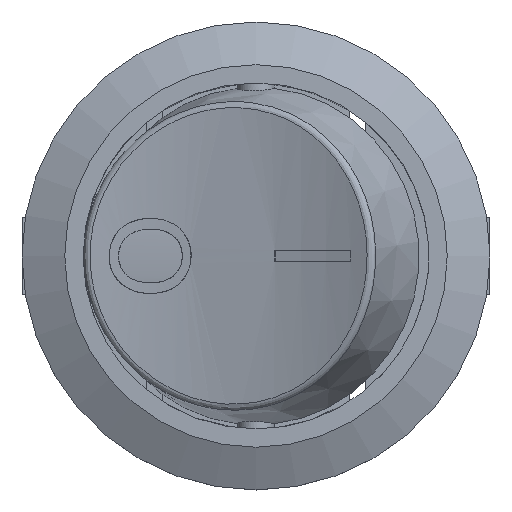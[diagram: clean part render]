
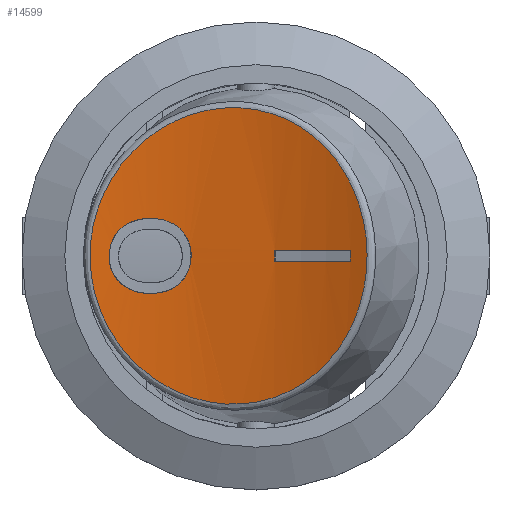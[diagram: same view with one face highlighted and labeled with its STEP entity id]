
A CAD part, top view. The second image highlights one B-rep face of the part: STEP entity #14599.
In plain terms, the highlighted cylindrical face has radius 27.625 mm (diameter 55.25 mm), a partial arc.
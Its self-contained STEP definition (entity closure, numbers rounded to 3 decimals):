
#937=B_SPLINE_CURVE_WITH_KNOTS('',3,(#34683,#34684,#34685,#34686,#34687,
#34688,#34689,#34690,#34691,#34692,#34693,#34694,#34695,#34696,#34697,#34698,
#34699),.UNSPECIFIED.,.T.,.F.,(1,1,1,1,1,1,1,1,1,1,1,1,1,1,1,1,1,1,1,1,
1),(-0.003,-0.002,-0.001,0.,
0.001,0.002,0.003,0.004,
0.005,0.005,0.006,0.007,
0.008,0.009,0.009,0.011,
0.012,0.012,0.013,0.014,
0.015),.UNSPECIFIED.);
#938=B_SPLINE_CURVE_WITH_KNOTS('',3,(#34701,#34702,#34703,#34704,#34705,
#34706,#34707,#34708,#34709,#34710,#34711,#34712,#34713,#34714,#34715,#34716,
#34717,#34718,#34719),.UNSPECIFIED.,.T.,.F.,(1,1,1,1,1,1,1,1,1,1,1,1,1,
1,1,1,1,1,1,1,1,1,1),(-0.008,-0.006,-0.003,
0.,0.003,0.006,0.008,
0.011,0.014,0.017,0.02,
0.023,0.025,0.028,0.031,
0.034,0.037,0.04,0.042,
0.045,0.048,0.051,0.054),
 .UNSPECIFIED.);
#1332=CIRCLE('',#15770,27.625);
#1333=CIRCLE('',#15771,27.625);
#1438=CYLINDRICAL_SURFACE('',#15769,27.625);
#5631=ORIENTED_EDGE('',*,*,#7798,.F.);
#5632=ORIENTED_EDGE('',*,*,#7799,.F.);
#5633=ORIENTED_EDGE('',*,*,#7800,.F.);
#5634=ORIENTED_EDGE('',*,*,#7801,.F.);
#5635=ORIENTED_EDGE('',*,*,#7802,.F.);
#5636=ORIENTED_EDGE('',*,*,#7803,.T.);
#7798=EDGE_CURVE('',#9235,#9236,#1332,.T.);
#7799=EDGE_CURVE('',#9237,#9235,#10331,.T.);
#7800=EDGE_CURVE('',#9238,#9237,#1333,.F.);
#7801=EDGE_CURVE('',#9236,#9238,#10332,.F.);
#7802=EDGE_CURVE('',#9239,#9239,#937,.F.);
#7803=EDGE_CURVE('',#9240,#9240,#938,.T.);
#9235=VERTEX_POINT('',#34676);
#9236=VERTEX_POINT('',#34677);
#9237=VERTEX_POINT('',#34679);
#9238=VERTEX_POINT('',#34681);
#9239=VERTEX_POINT('',#34700);
#9240=VERTEX_POINT('',#34720);
#10331=LINE('',#34678,#11426);
#10332=LINE('',#34682,#11427);
#11426=VECTOR('',#18713,1000.);
#11427=VECTOR('',#18716,1000.);
#12379=EDGE_LOOP('',(#5631,#5632,#5633,#5634));
#12380=EDGE_LOOP('',(#5635));
#12381=EDGE_LOOP('',(#5636));
#13341=FACE_BOUND('',#12379,.T.);
#13342=FACE_BOUND('',#12380,.T.);
#13343=FACE_BOUND('',#12381,.T.);
#14599=ADVANCED_FACE('',(#13341,#13342,#13343),#1438,.F.);
#15769=AXIS2_PLACEMENT_3D('',#34674,#18709,#18710);
#15770=AXIS2_PLACEMENT_3D('',#34675,#18711,#18712);
#15771=AXIS2_PLACEMENT_3D('',#34680,#18714,#18715);
#18709=DIRECTION('',(0.,1.,0.));
#18710=DIRECTION('',(0.,0.,1.));
#18711=DIRECTION('',(0.,1.,0.));
#18712=DIRECTION('',(0.,0.,1.));
#18713=DIRECTION('',(0.,1.,0.));
#18714=DIRECTION('',(0.,1.,0.));
#18715=DIRECTION('',(0.,0.,1.));
#18716=DIRECTION('',(0.,1.,0.));
#34674=CARTESIAN_POINT('',(0.,-8.3,31.925));
#34675=CARTESIAN_POINT('',(0.,0.264,31.925));
#34676=CARTESIAN_POINT('',(6.135,0.264,4.99));
#34677=CARTESIAN_POINT('',(2.135,0.264,4.383));
#34678=CARTESIAN_POINT('',(6.135,-8.3,4.99));
#34679=CARTESIAN_POINT('',(6.135,-0.264,4.99));
#34680=CARTESIAN_POINT('',(0.,-0.264,31.925));
#34681=CARTESIAN_POINT('',(2.135,-0.264,4.383));
#34682=CARTESIAN_POINT('',(2.135,-8.3,4.383));
#34683=CARTESIAN_POINT('',(-4.962,1.756,4.746));
#34684=CARTESIAN_POINT('',(-4.199,1.881,4.617));
#34685=CARTESIAN_POINT('',(-3.432,1.796,4.51));
#34686=CARTESIAN_POINT('',(-2.488,1.345,4.407));
#34687=CARTESIAN_POINT('',(-2.045,0.315,4.376));
#34688=CARTESIAN_POINT('',(-2.207,-0.712,4.388));
#34689=CARTESIAN_POINT('',(-2.64,-1.371,4.424));
#34690=CARTESIAN_POINT('',(-3.324,-1.763,4.497));
#34691=CARTESIAN_POINT('',(-4.086,-1.881,4.6));
#34692=CARTESIAN_POINT('',(-4.845,-1.793,4.725));
#34693=CARTESIAN_POINT('',(-5.541,-1.454,4.859));
#34694=CARTESIAN_POINT('',(-6.025,-0.832,4.964));
#34695=CARTESIAN_POINT('',(-6.235,0.192,5.013));
#34696=CARTESIAN_POINT('',(-5.867,1.236,4.925));
#34697=CARTESIAN_POINT('',(-4.962,1.756,4.746));
#34698=CARTESIAN_POINT('',(-4.199,1.881,4.617));
#34699=CARTESIAN_POINT('',(-3.432,1.796,4.51));
#34700=CARTESIAN_POINT('',(-4.198,1.846,4.621));
#34701=CARTESIAN_POINT('',(-6.539,-3.187,5.077));
#34702=CARTESIAN_POINT('',(-4.886,-5.516,4.708));
#34703=CARTESIAN_POINT('',(-2.448,-7.046,4.364));
#34704=CARTESIAN_POINT('',(0.405,-7.477,4.252));
#34705=CARTESIAN_POINT('',(3.186,-6.72,4.444));
#34706=CARTESIAN_POINT('',(5.426,-4.943,4.817));
#34707=CARTESIAN_POINT('',(6.83,-2.449,5.153));
#34708=CARTESIAN_POINT('',(7.219,0.402,5.261));
#34709=CARTESIAN_POINT('',(6.536,3.191,5.076));
#34710=CARTESIAN_POINT('',(4.887,5.514,4.709));
#34711=CARTESIAN_POINT('',(2.449,7.046,4.364));
#34712=CARTESIAN_POINT('',(-0.409,7.477,4.252));
#34713=CARTESIAN_POINT('',(-3.186,6.719,4.444));
#34714=CARTESIAN_POINT('',(-5.423,4.946,4.816));
#34715=CARTESIAN_POINT('',(-6.827,2.458,5.152));
#34716=CARTESIAN_POINT('',(-7.219,-0.393,5.261));
#34717=CARTESIAN_POINT('',(-6.539,-3.187,5.077));
#34718=CARTESIAN_POINT('',(-4.886,-5.516,4.708));
#34719=CARTESIAN_POINT('',(-2.448,-7.046,4.364));
#34720=CARTESIAN_POINT('',(-4.755,-5.383,4.712));
